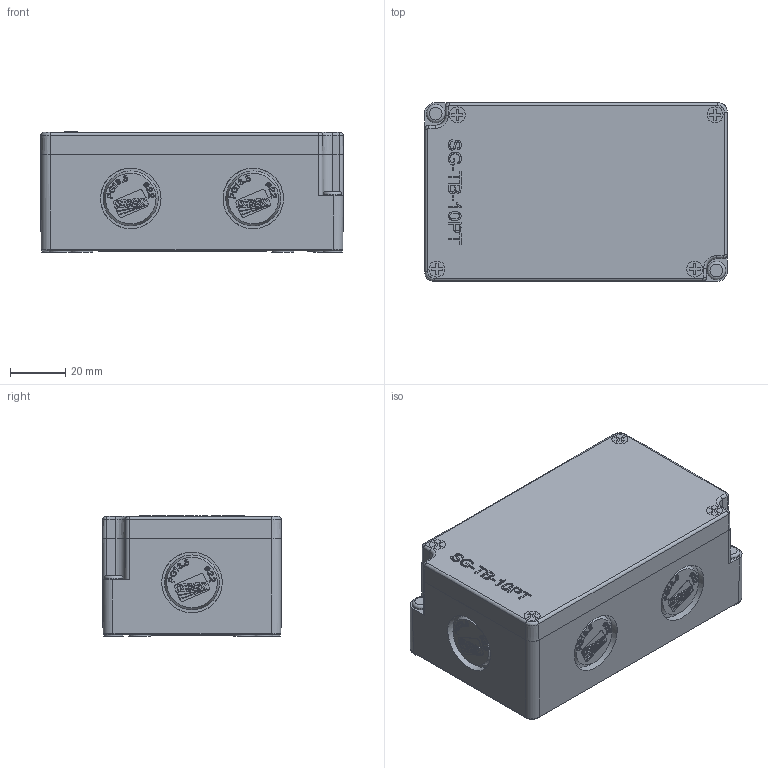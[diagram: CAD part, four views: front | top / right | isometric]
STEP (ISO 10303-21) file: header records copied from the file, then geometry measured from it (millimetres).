
FILE_DESCRIPTION(/* description */ (''),/* implementation_level */ '2;1');
FILE_NAME(/* name */ 'SG-TB-10PT 제품도.stp',/* time_stamp */ '2025-11-25T17:53:41+09:00',/* author */ (''),/* organization */ (''),/* preprocessor_version */ 'ST-DEVELOPER v16',/* originating_system */ 'SIEMENS PLM Software NX 10.0',/* authorisation */ '');
FILE_SCHEMA (('AUTOMOTIVE_DESIGN { 1 0 10303 214 3 1 1 1 }'));
Products named in the file (1): WIN7FE0697697ti
Bounding box: 110 x 65 x 43.7 mm (x, y, z)
Volume: 92094.9 mm3; surface area: 84270.2 mm2
Topology: 38 solids, 38 shells, 3268 faces, 8668 edges, 5692 vertices
Faces by surface type: plane 1972, extrusion 624, cylinder 458, cone 96, bspline 92, torus 26
Full cylindrical faces by diameter (mm): 2.5 x4, 2.9 x4, 3.4 x20, 3.5 x20, 4 x4, 4.3 x6, 4.4 x20, 5 x12, 5.7 x20, 5.8 x4, 6.7 x2, 7 x2, 8 x6, 22 x4
Entity records: 125288 total; most frequent: CARTESIAN_POINT 32300, ORIENTED_EDGE 16880, DIRECTION 13832, EDGE_CURVE 8440, VECTOR 6058, VERTEX_POINT 5654, LINE 5434, AXIS2_PLACEMENT_3D 3887
